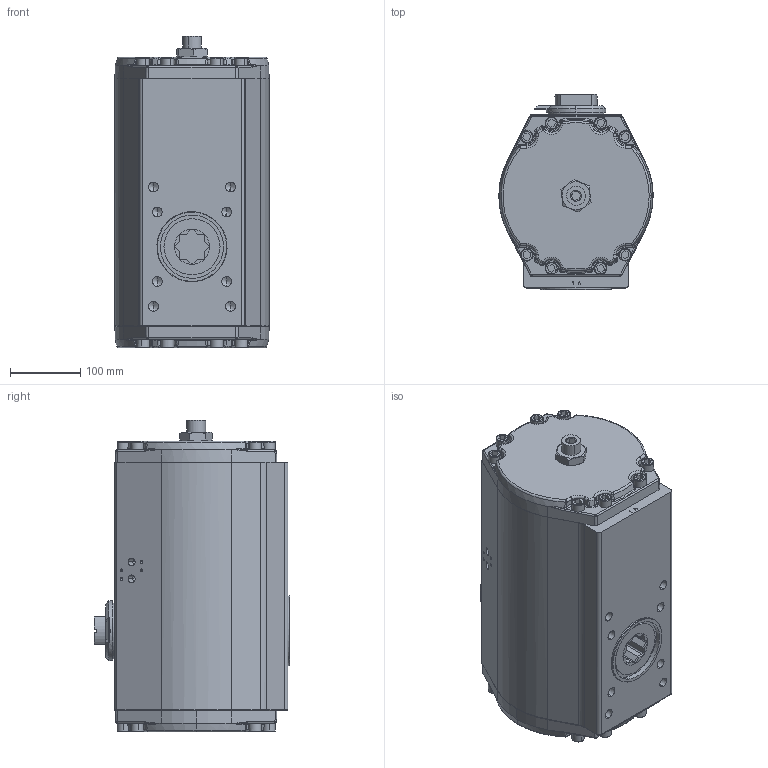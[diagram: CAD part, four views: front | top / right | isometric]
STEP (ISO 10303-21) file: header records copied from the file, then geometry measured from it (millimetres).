
FILE_DESCRIPTION (( 'STEP AP203' ), '1' );
FILE_NAME ('002420.STEP', '2018-08-16T09:36:37', ( '' ), ( '' ), 'SwSTEP 2.0', 'SolidWorks 2018', '' );
FILE_SCHEMA (( 'CONFIG_CONTROL_DESIGN' ));
Length unit declared in the file: millimetre
Products named in the file (1): 002420
Bounding box: 220 x 279.2 x 443.99 mm (x, y, z)
Volume: 18319311.3 mm3; surface area: 474639.1 mm2
Topology: 1 solids, 3 shells, 911 faces, 2209 edges, 1321 vertices
Faces by surface type: plane 348, cylinder 203, torus 117, bspline 108, cone 103, sphere 32
Entity records: 29436 total; most frequent: CARTESIAN_POINT 8778, ORIENTED_EDGE 4334, DIRECTION 4297, EDGE_CURVE 2167, AXIS2_PLACEMENT_3D 1628, VERTEX_POINT 1321, VECTOR 1041, LINE 1041
